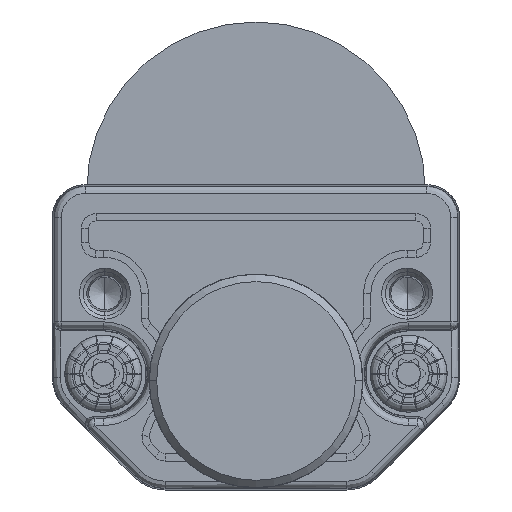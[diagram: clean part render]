
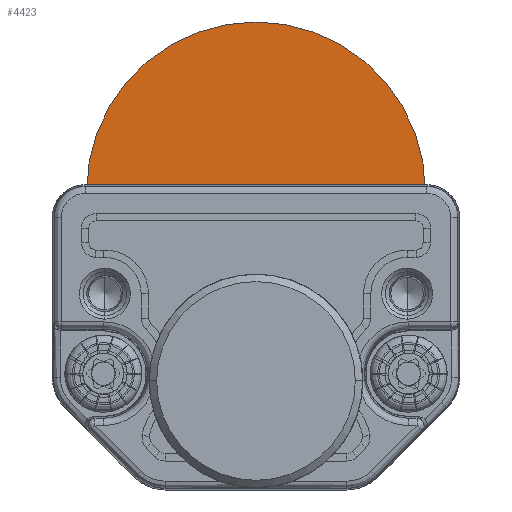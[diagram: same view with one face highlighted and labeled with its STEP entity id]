
A CAD part, left-side view. The second image highlights one B-rep face of the part: STEP entity #4423.
In plain terms, the highlighted face is planar.
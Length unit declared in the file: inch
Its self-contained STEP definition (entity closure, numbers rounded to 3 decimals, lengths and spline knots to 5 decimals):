
#4307=DIRECTION('',(1.,0.,0.));
#4308=VECTOR('',#4307,23.3);
#4309=CARTESIAN_POINT('',(-11.65,0.,708.5));
#4310=LINE('',#4309,#4308);
#4311=DIRECTION('',(0.,-1.,0.));
#4312=VECTOR('',#4311,1.5);
#4313=CARTESIAN_POINT('',(-11.65,1.5,708.5));
#4314=LINE('',#4313,#4312);
#4315=CARTESIAN_POINT('',(0.,1.5,708.5));
#4316=DIRECTION('',(0.,0.,1.));
#4317=DIRECTION('',(1.,0.,0.));
#4318=AXIS2_PLACEMENT_3D('',#4315,#4316,#4317);
#4320=DIRECTION('',(0.,1.,0.));
#4321=VECTOR('',#4320,1.5);
#4322=CARTESIAN_POINT('',(11.65,0.,708.5));
#4323=LINE('',#4322,#4321);
#4332=CARTESIAN_POINT('',(-11.65,0.,708.5));
#4333=CARTESIAN_POINT('',(11.65,0.,708.5));
#4334=VERTEX_POINT('',#4332);
#4335=VERTEX_POINT('',#4333);
#4336=CARTESIAN_POINT('',(11.65,1.5,708.5));
#4337=VERTEX_POINT('',#4336);
#4338=CARTESIAN_POINT('',(-11.65,1.5,708.5));
#4339=VERTEX_POINT('',#4338);
#4412=CARTESIAN_POINT('',(0.,0.,708.5));
#4413=DIRECTION('',(0.,0.,1.));
#4414=DIRECTION('',(1.,0.,0.));
#4415=AXIS2_PLACEMENT_3D('',#4412,#4413,#4414);
#4416=PLANE('',#4415);
#4417=ORIENTED_EDGE('',*,*,#4364,.F.);
#4418=ORIENTED_EDGE('',*,*,#4379,.F.);
#4419=ORIENTED_EDGE('',*,*,#4393,.F.);
#4420=ORIENTED_EDGE('',*,*,#4406,.F.);
#4421=EDGE_LOOP('',(#4417,#4418,#4419,#4420));
#4422=FACE_OUTER_BOUND('',#4421,.F.);
#4423=ADVANCED_FACE('',(#4422),#4416,.T.);
#4319=CIRCLE('',#4318,11.65);
#4364=EDGE_CURVE('',#4334,#4335,#4310,.T.);
#4379=EDGE_CURVE('',#4339,#4334,#4314,.T.);
#4393=EDGE_CURVE('',#4337,#4339,#4319,.T.);
#4406=EDGE_CURVE('',#4335,#4337,#4323,.T.);
